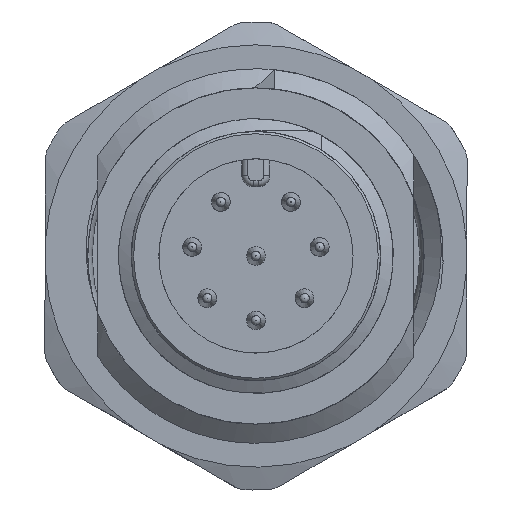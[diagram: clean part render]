
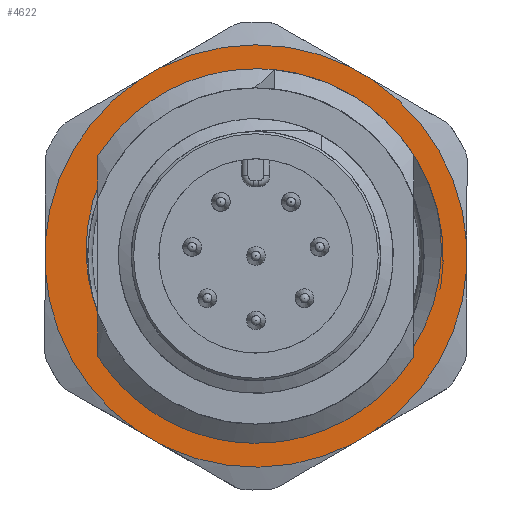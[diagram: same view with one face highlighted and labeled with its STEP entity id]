
A CAD part, front view. The second image highlights one B-rep face of the part: STEP entity #4622.
In plain terms, the highlighted face is planar.
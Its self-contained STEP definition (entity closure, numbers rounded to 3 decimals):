
#336=B_SPLINE_CURVE_WITH_KNOTS('',3,(#20698,#20699,#20700,#20701,#20702,
#20703,#20704),.UNSPECIFIED.,.F.,.F.,(4,1,1,1,4),(0.,
0.005,0.011,0.016,0.022),
 .UNSPECIFIED.);
#337=B_SPLINE_CURVE_WITH_KNOTS('',3,(#20709,#20710,#20711,#20712,#20713,
#20714,#20715),.UNSPECIFIED.,.F.,.F.,(4,1,1,1,4),(0.,0.005,
0.011,0.016,0.022),.UNSPECIFIED.);
#627=LINE('',#20721,#811);
#628=LINE('',#20725,#812);
#629=LINE('',#20729,#813);
#630=LINE('',#20733,#814);
#631=LINE('',#20737,#815);
#632=LINE('',#20741,#816);
#811=VECTOR('',#6192,1000.);
#812=VECTOR('',#6195,1000.);
#813=VECTOR('',#6198,1000.);
#814=VECTOR('',#6201,1000.);
#815=VECTOR('',#6204,1000.);
#816=VECTOR('',#6207,1000.);
#1786=ORIENTED_EDGE('',*,*,#2562,.F.);
#1787=ORIENTED_EDGE('',*,*,#2563,.T.);
#1788=ORIENTED_EDGE('',*,*,#2564,.F.);
#1789=ORIENTED_EDGE('',*,*,#2565,.F.);
#1790=ORIENTED_EDGE('',*,*,#2566,.F.);
#1791=ORIENTED_EDGE('',*,*,#2567,.T.);
#1792=ORIENTED_EDGE('',*,*,#2568,.F.);
#1793=ORIENTED_EDGE('',*,*,#2569,.T.);
#1794=ORIENTED_EDGE('',*,*,#2570,.F.);
#1795=ORIENTED_EDGE('',*,*,#2571,.T.);
#1796=ORIENTED_EDGE('',*,*,#2572,.F.);
#1797=ORIENTED_EDGE('',*,*,#2573,.T.);
#1798=ORIENTED_EDGE('',*,*,#2574,.F.);
#1799=ORIENTED_EDGE('',*,*,#2575,.T.);
#1800=ORIENTED_EDGE('',*,*,#2576,.F.);
#1801=ORIENTED_EDGE('',*,*,#2577,.T.);
#2562=EDGE_CURVE('',#3064,#3065,#336,.T.);
#2563=EDGE_CURVE('',#3064,#3066,#3331,.T.);
#2564=EDGE_CURVE('',#3067,#3066,#337,.T.);
#2565=EDGE_CURVE('',#3065,#3067,#3332,.T.);
#2566=EDGE_CURVE('',#3068,#3069,#3333,.F.);
#2567=EDGE_CURVE('',#3068,#3070,#627,.T.);
#2568=EDGE_CURVE('',#3071,#3070,#3334,.F.);
#2569=EDGE_CURVE('',#3071,#3072,#628,.T.);
#2570=EDGE_CURVE('',#3073,#3072,#3335,.F.);
#2571=EDGE_CURVE('',#3073,#3074,#629,.T.);
#2572=EDGE_CURVE('',#3075,#3074,#3336,.F.);
#2573=EDGE_CURVE('',#3075,#3076,#630,.T.);
#2574=EDGE_CURVE('',#3077,#3076,#3337,.F.);
#2575=EDGE_CURVE('',#3077,#3078,#631,.T.);
#2576=EDGE_CURVE('',#3079,#3078,#3338,.F.);
#2577=EDGE_CURVE('',#3079,#3069,#632,.T.);
#3064=VERTEX_POINT('',#20705);
#3065=VERTEX_POINT('',#20706);
#3066=VERTEX_POINT('',#20708);
#3067=VERTEX_POINT('',#20716);
#3068=VERTEX_POINT('',#20719);
#3069=VERTEX_POINT('',#20720);
#3070=VERTEX_POINT('',#20722);
#3071=VERTEX_POINT('',#20724);
#3072=VERTEX_POINT('',#20726);
#3073=VERTEX_POINT('',#20728);
#3074=VERTEX_POINT('',#20730);
#3075=VERTEX_POINT('',#20732);
#3076=VERTEX_POINT('',#20734);
#3077=VERTEX_POINT('',#20736);
#3078=VERTEX_POINT('',#20738);
#3079=VERTEX_POINT('',#20740);
#3331=CIRCLE('',#5170,7.185);
#3332=CIRCLE('',#5171,8.);
#3333=CIRCLE('',#5172,9.024);
#3334=CIRCLE('',#5173,9.024);
#3335=CIRCLE('',#5174,9.024);
#3336=CIRCLE('',#5175,9.024);
#3337=CIRCLE('',#5176,9.024);
#3338=CIRCLE('',#5177,9.024);
#3733=EDGE_LOOP('',(#1786,#1787,#1788,#1789));
#3734=EDGE_LOOP('',(#1790,#1791,#1792,#1793,#1794,#1795,#1796,#1797,#1798,
#1799,#1800,#1801));
#4184=FACE_BOUND('',#3733,.T.);
#4185=FACE_BOUND('',#3734,.T.);
#4353=PLANE('',#5169);
#4622=ADVANCED_FACE('',(#4184,#4185),#4353,.T.);
#5169=AXIS2_PLACEMENT_3D('',#20697,#6184,#6185);
#5170=AXIS2_PLACEMENT_3D('',#20707,#6186,#6187);
#5171=AXIS2_PLACEMENT_3D('',#20717,#6188,#6189);
#5172=AXIS2_PLACEMENT_3D('',#20718,#6190,#6191);
#5173=AXIS2_PLACEMENT_3D('',#20723,#6193,#6194);
#5174=AXIS2_PLACEMENT_3D('',#20727,#6196,#6197);
#5175=AXIS2_PLACEMENT_3D('',#20731,#6199,#6200);
#5176=AXIS2_PLACEMENT_3D('',#20735,#6202,#6203);
#5177=AXIS2_PLACEMENT_3D('',#20739,#6205,#6206);
#6184=DIRECTION('',(1.,0.,0.));
#6185=DIRECTION('',(0.,0.,-1.));
#6186=DIRECTION('',(-1.,0.,0.));
#6187=DIRECTION('',(0.,1.,0.));
#6188=DIRECTION('',(1.,0.,0.));
#6189=DIRECTION('',(0.,0.,-1.));
#6190=DIRECTION('',(1.,0.,0.));
#6191=DIRECTION('',(0.,0.,-1.));
#6192=DIRECTION('',(0.,1.,0.));
#6193=DIRECTION('',(1.,0.,0.));
#6194=DIRECTION('',(0.,0.,-1.));
#6195=DIRECTION('',(0.,0.497,0.868));
#6196=DIRECTION('',(1.,0.,0.));
#6197=DIRECTION('',(0.,0.,-1.));
#6198=DIRECTION('',(0.,-0.497,0.868));
#6199=DIRECTION('',(1.,0.,0.));
#6200=DIRECTION('',(0.,0.,-1.));
#6201=DIRECTION('',(0.,-1.,0.));
#6202=DIRECTION('',(1.,0.,0.));
#6203=DIRECTION('',(0.,0.,-1.));
#6204=DIRECTION('',(0.,-0.498,-0.867));
#6205=DIRECTION('',(1.,0.,0.));
#6206=DIRECTION('',(0.,0.,-1.));
#6207=DIRECTION('',(0.,0.498,-0.867));
#20697=CARTESIAN_POINT('',(1.5,0.,0.));
#20698=CARTESIAN_POINT('',(1.5,-3.499,-6.276));
#20699=CARTESIAN_POINT('',(1.5,-1.937,-7.229));
#20700=CARTESIAN_POINT('',(1.5,1.882,-7.867));
#20701=CARTESIAN_POINT('',(1.5,6.782,-4.753));
#20702=CARTESIAN_POINT('',(1.5,8.419,0.798));
#20703=CARTESIAN_POINT('',(1.5,6.904,4.319));
#20704=CARTESIAN_POINT('',(1.5,5.657,5.657));
#20705=CARTESIAN_POINT('',(1.5,-3.499,-6.276));
#20706=CARTESIAN_POINT('',(1.5,5.657,5.657));
#20707=CARTESIAN_POINT('',(1.5,0.,0.));
#20708=CARTESIAN_POINT('',(1.5,-5.081,-5.081));
#20709=CARTESIAN_POINT('',(1.5,3.896,6.987));
#20710=CARTESIAN_POINT('',(1.5,2.267,7.821));
#20711=CARTESIAN_POINT('',(1.5,-1.534,8.317));
#20712=CARTESIAN_POINT('',(1.5,-6.426,5.225));
#20713=CARTESIAN_POINT('',(1.5,-8.082,-0.341));
#20714=CARTESIAN_POINT('',(1.5,-6.425,-3.838));
#20715=CARTESIAN_POINT('',(1.5,-5.081,-5.081));
#20716=CARTESIAN_POINT('',(1.5,3.896,6.987));
#20717=CARTESIAN_POINT('',(1.5,0.,0.));
#20718=CARTESIAN_POINT('',(1.5,0.,0.));
#20719=CARTESIAN_POINT('',(1.5,-0.764,-8.992));
#20720=CARTESIAN_POINT('',(1.5,-7.542,-4.955));
#20721=CARTESIAN_POINT('',(1.5,-4.376,-8.992));
#20722=CARTESIAN_POINT('',(1.5,0.764,-8.992));
#20723=CARTESIAN_POINT('',(1.5,0.,0.));
#20724=CARTESIAN_POINT('',(1.5,7.551,-4.941));
#20725=CARTESIAN_POINT('',(1.5,5.661,-8.243));
#20726=CARTESIAN_POINT('',(1.5,8.085,-4.008));
#20727=CARTESIAN_POINT('',(1.5,0.,0.));
#20728=CARTESIAN_POINT('',(1.5,8.085,4.008));
#20729=CARTESIAN_POINT('',(1.5,9.975,0.706));
#20730=CARTESIAN_POINT('',(1.5,7.551,4.941));
#20731=CARTESIAN_POINT('',(1.5,0.,0.));
#20732=CARTESIAN_POINT('',(1.5,0.537,9.008));
#20733=CARTESIAN_POINT('',(1.5,4.342,9.008));
#20734=CARTESIAN_POINT('',(1.5,-0.537,9.008));
#20735=CARTESIAN_POINT('',(1.5,0.,0.));
#20736=CARTESIAN_POINT('',(1.5,-7.542,4.955));
#20737=CARTESIAN_POINT('',(1.5,-5.646,8.254));
#20738=CARTESIAN_POINT('',(1.5,-8.078,4.024));
#20739=CARTESIAN_POINT('',(1.5,0.,0.));
#20740=CARTESIAN_POINT('',(1.5,-8.078,-4.024));
#20741=CARTESIAN_POINT('',(1.5,-9.974,-0.725));
